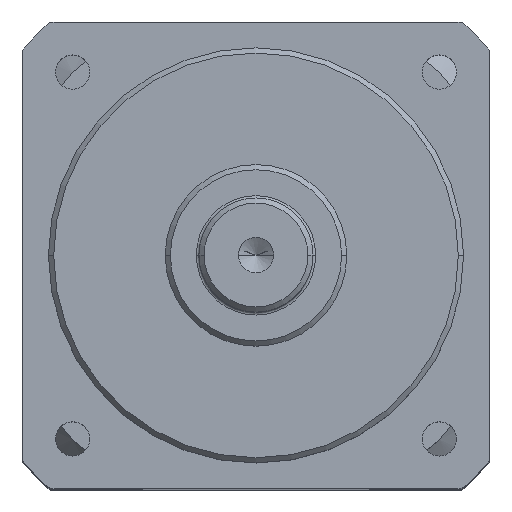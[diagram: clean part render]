
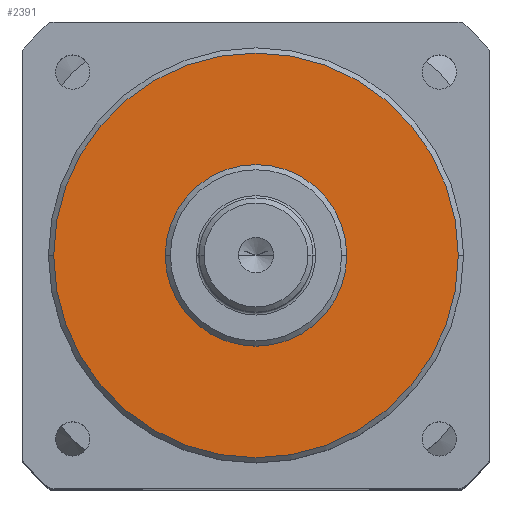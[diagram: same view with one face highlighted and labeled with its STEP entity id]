
A CAD part, top view. The second image highlights one B-rep face of the part: STEP entity #2391.
In plain terms, the highlighted planar face has unit normal (0, 0, 1).
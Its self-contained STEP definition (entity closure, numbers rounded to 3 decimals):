
#780=CARTESIAN_POINT('',(0.,0.,72.));
#781=DIRECTION('',(0.,0.,1.));
#782=DIRECTION('',(-1.,0.,0.));
#783=AXIS2_PLACEMENT_3D('',#780,#781,#782);
#785=CARTESIAN_POINT('',(0.,0.,72.));
#786=DIRECTION('',(0.,0.,1.));
#787=DIRECTION('',(1.,0.,0.));
#788=AXIS2_PLACEMENT_3D('',#785,#786,#787);
#790=CARTESIAN_POINT('',(0.,0.,72.));
#791=DIRECTION('',(0.,0.,-1.));
#792=DIRECTION('',(1.,0.,0.));
#793=AXIS2_PLACEMENT_3D('',#790,#791,#792);
#795=CARTESIAN_POINT('',(0.,0.,72.));
#796=DIRECTION('',(0.,0.,-1.));
#797=DIRECTION('',(-1.,0.,0.));
#798=AXIS2_PLACEMENT_3D('',#795,#796,#797);
#1051=CARTESIAN_POINT('',(-39.,0.,72.));
#1052=CARTESIAN_POINT('',(39.,0.,72.));
#1053=VERTEX_POINT('',#1051);
#1054=VERTEX_POINT('',#1052);
#1326=CARTESIAN_POINT('',(17.5,0.,72.));
#1327=CARTESIAN_POINT('',(-17.5,0.,72.));
#1328=VERTEX_POINT('',#1326);
#1329=VERTEX_POINT('',#1327);
#2375=CARTESIAN_POINT('',(0.,0.,72.));
#2376=DIRECTION('',(0.,0.,1.));
#2377=DIRECTION('',(1.,0.,0.));
#2378=AXIS2_PLACEMENT_3D('',#2375,#2376,#2377);
#2379=PLANE('',#2378);
#2381=ORIENTED_EDGE('',*,*,#2380,.F.);
#2382=ORIENTED_EDGE('',*,*,#2365,.F.);
#2383=EDGE_LOOP('',(#2381,#2382));
#2384=FACE_OUTER_BOUND('',#2383,.F.);
#2386=ORIENTED_EDGE('',*,*,#2385,.F.);
#2388=ORIENTED_EDGE('',*,*,#2387,.F.);
#2389=EDGE_LOOP('',(#2386,#2388));
#2390=FACE_BOUND('',#2389,.F.);
#2391=ADVANCED_FACE('',(#2384,#2390),#2379,.T.);
#784=CIRCLE('',#783,39.);
#789=CIRCLE('',#788,39.);
#794=CIRCLE('',#793,17.5);
#799=CIRCLE('',#798,17.5);
#2365=EDGE_CURVE('',#1054,#1053,#789,.T.);
#2380=EDGE_CURVE('',#1053,#1054,#784,.T.);
#2385=EDGE_CURVE('',#1328,#1329,#794,.T.);
#2387=EDGE_CURVE('',#1329,#1328,#799,.T.);
